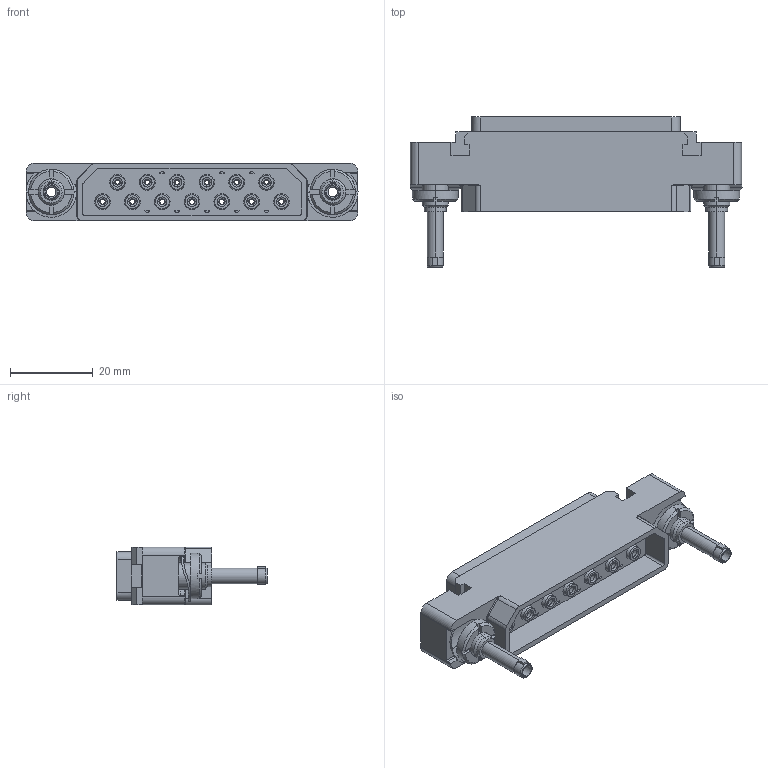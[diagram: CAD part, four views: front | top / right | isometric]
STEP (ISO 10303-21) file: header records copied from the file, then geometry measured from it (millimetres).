
FILE_DESCRIPTION((''),'2;1');
FILE_NAME('00197742300','2020-09-22T',('presta_be4'),(''),'CREO PARAMETRIC BY PTC INC, 2018360','CREO PARAMETRIC BY PTC INC, 2018360','');
FILE_SCHEMA(('CONFIG_CONTROL_DESIGN'));
Length unit declared in the file: millimetre
Products named in the file (1): 00197742300
Bounding box: 80.2 x 36.44 x 14 mm (x, y, z)
Volume: 13882.8 mm3; surface area: 14077.8 mm2
Topology: 1 solids, 1 shells, 1615 faces, 3958 edges, 2418 vertices
Faces by surface type: cylinder 567, plane 480, torus 268, cone 264, bspline 36
Entity records: 50315 total; most frequent: CARTESIAN_POINT 11452, DIRECTION 8592, ORIENTED_EDGE 7916, EDGE_CURVE 3958, AXIS2_PLACEMENT_3D 3379, VERTEX_POINT 2418, VECTOR 1834, LINE 1834
